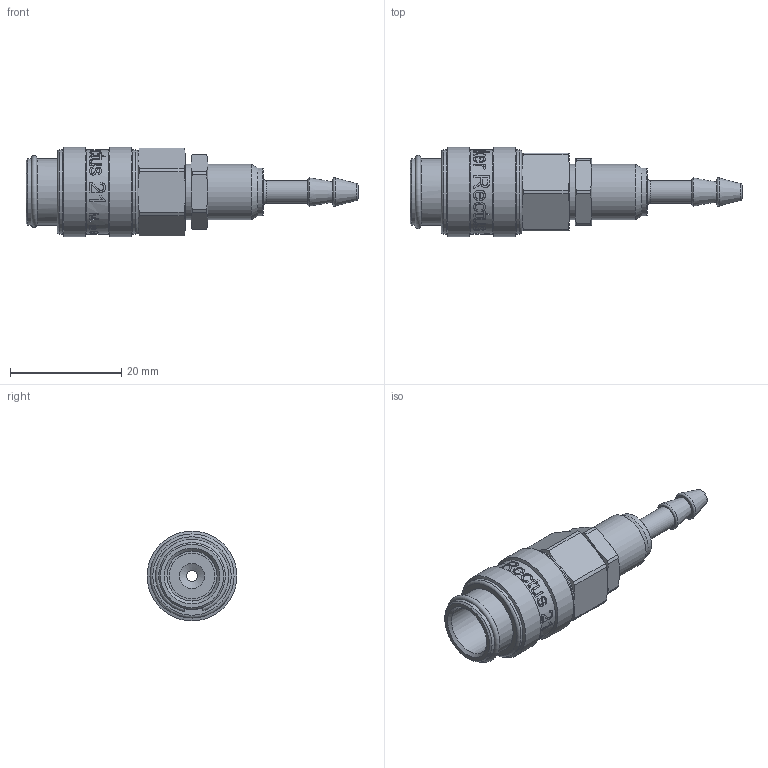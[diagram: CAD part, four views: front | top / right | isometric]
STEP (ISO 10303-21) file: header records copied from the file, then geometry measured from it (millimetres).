
FILE_DESCRIPTION(/* description */ ('VOX21XXXMXX-30095'),/* implementation_level */ '2;1');
FILE_NAME(/* name */ '21KBTS04MPX.stp',/* time_stamp */ '2017-07-28T08:49:19+02:00',/* author */ ('528267'),/* organization */ (''),/* preprocessor_version */ 'ST-DEVELOPER v16.1',/* originating_system */ 'Autodesk Inventor 2016',/* authorisation */ '');
FILE_SCHEMA (('AUTOMOTIVE_DESIGN { 1 0 10303 214 3 1 1 }'));
Products named in the file (6): VOX21XXXMXX; GST21S04MXX; D108978; D103523; SRX21KXXRXX; 21KBTS04MPX
Assembly tree (5 placements, depth 2):
  21KBTS04MPX
    VOX21XXXMXX
    GST21S04MXX
    D108978
    D103523
    SRX21KXXRXX
Bounding box: 59.65 x 16.15 x 16.15 mm (x, y, z)
Volume: 3841 mm3; surface area: 5815.1 mm2
Topology: 5 solids, 5 shells, 507 faces, 1308 edges, 851 vertices
Faces by surface type: bspline 214, plane 162, cylinder 72, cone 49, torus 10
Full cylindrical faces by diameter (mm): 2 x1, 4.05 x1, 4.5 x1, 8.2 x1, 8.6 x1, 9 x1, 10 x2, 10.4 x1, 10.45 x1, 10.7 x1, 11.15 x1, 11.4 x1, 11.5 x1, 12 x2, 12.15 x2, 14 x3, 15.1 x3, 16.15 x2
Entity records: 61821 total; most frequent: CARTESIAN_POINT 51303, ORIENTED_EDGE 2470, DIRECTION 1427, EDGE_CURVE 1235, VERTEX_POINT 843, EDGE_LOOP 628, B_SPLINE_CURVE_WITH_KNOTS 559, FACE_OUTER_BOUND 506
